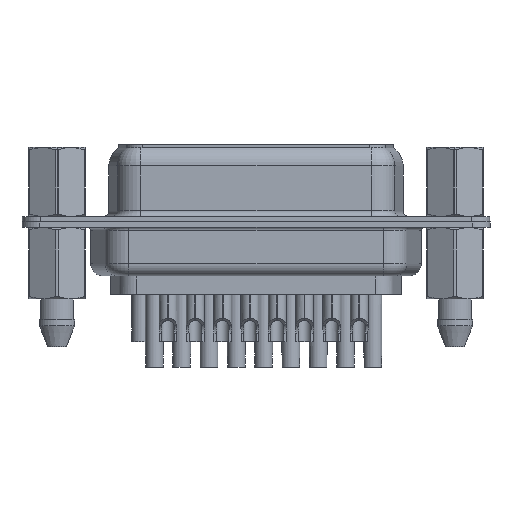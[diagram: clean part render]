
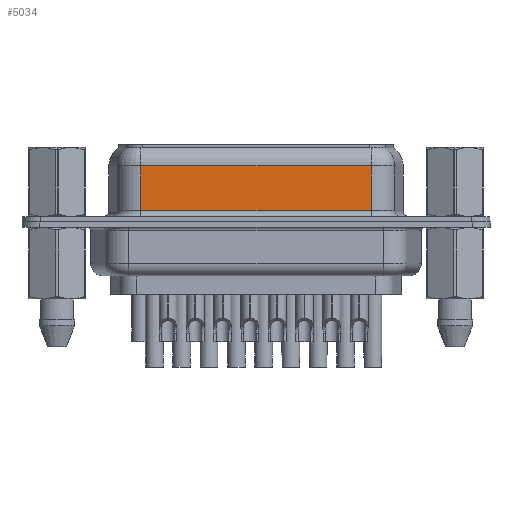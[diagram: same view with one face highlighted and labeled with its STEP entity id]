
A CAD part, front view. The second image highlights one B-rep face of the part: STEP entity #5034.
In plain terms, the highlighted planar face has unit normal (0, -1, 0).
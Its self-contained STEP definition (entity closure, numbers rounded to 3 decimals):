
#542 = VECTOR ( 'NONE', #26409, 1000. ) ;
#793 = PLANE ( 'NONE',  #16605 ) ;
#967 = FACE_OUTER_BOUND ( 'NONE', #24277, .T. ) ;
#2308 = LINE ( 'NONE', #23881, #24864 ) ;
#5034 = ADVANCED_FACE ( 'NONE', ( #967 ), #793, .F. ) ;
#5127 = EDGE_CURVE ( 'NONE', #22331, #24217, #18773, .T. ) ;
#7874 = EDGE_CURVE ( 'NONE', #15276, #29691, #18064, .T. ) ;
#8910 = ORIENTED_EDGE ( 'NONE', *, *, #10590, .T. ) ;
#10590 = EDGE_CURVE ( 'NONE', #24217, #15276, #33664, .T. ) ;
#11726 = DIRECTION ( 'NONE',  ( 0., 0., 1. ) ) ;
#12414 = CARTESIAN_POINT ( 'NONE',  ( 7.023, -3.95, 6.45 ) ) ;
#15276 = VERTEX_POINT ( 'NONE', #26989 ) ;
#15631 = CARTESIAN_POINT ( 'NONE',  ( 26.297, -3.95, 4.7 ) ) ;
#16605 = AXIS2_PLACEMENT_3D ( 'NONE', #17379, #25030, #11726 ) ;
#17379 = CARTESIAN_POINT ( 'NONE',  ( 26.297, -3.95, 6.45 ) ) ;
#17728 = DIRECTION ( 'NONE',  ( 0., 0., -1. ) ) ;
#18064 = LINE ( 'NONE', #28543, #542 ) ;
#18358 = VECTOR ( 'NONE', #17728, 1000. ) ;
#18560 = DIRECTION ( 'NONE',  ( 0., 0., -1. ) ) ;
#18773 = LINE ( 'NONE', #29233, #21130 ) ;
#20045 = ORIENTED_EDGE ( 'NONE', *, *, #5127, .T. ) ;
#21130 = VECTOR ( 'NONE', #32395, 1000. ) ;
#22331 = VERTEX_POINT ( 'NONE', #15631 ) ;
#22813 = CARTESIAN_POINT ( 'NONE',  ( 26.297, -3.95, 0.95 ) ) ;
#23087 = ORIENTED_EDGE ( 'NONE', *, *, #24648, .F. ) ;
#23881 = CARTESIAN_POINT ( 'NONE',  ( 26.297, -3.95, 6.45 ) ) ;
#24217 = VERTEX_POINT ( 'NONE', #34193 ) ;
#24277 = EDGE_LOOP ( 'NONE', ( #23087, #20045, #8910, #34005 ) ) ;
#24648 = EDGE_CURVE ( 'NONE', #22331, #29691, #2308, .T. ) ;
#24864 = VECTOR ( 'NONE', #18560, 1000. ) ;
#25030 = DIRECTION ( 'NONE',  ( 0., 1., 0. ) ) ;
#26409 = DIRECTION ( 'NONE',  ( 1., 0., 0. ) ) ;
#26989 = CARTESIAN_POINT ( 'NONE',  ( 7.023, -3.95, 0.95 ) ) ;
#28543 = CARTESIAN_POINT ( 'NONE',  ( 26.297, -3.95, 0.95 ) ) ;
#29233 = CARTESIAN_POINT ( 'NONE',  ( 26.297, -3.95, 4.7 ) ) ;
#29691 = VERTEX_POINT ( 'NONE', #22813 ) ;
#32395 = DIRECTION ( 'NONE',  ( -1., 0., 0. ) ) ;
#33664 = LINE ( 'NONE', #12414, #18358 ) ;
#34005 = ORIENTED_EDGE ( 'NONE', *, *, #7874, .T. ) ;
#34193 = CARTESIAN_POINT ( 'NONE',  ( 7.023, -3.95, 4.7 ) ) ;
